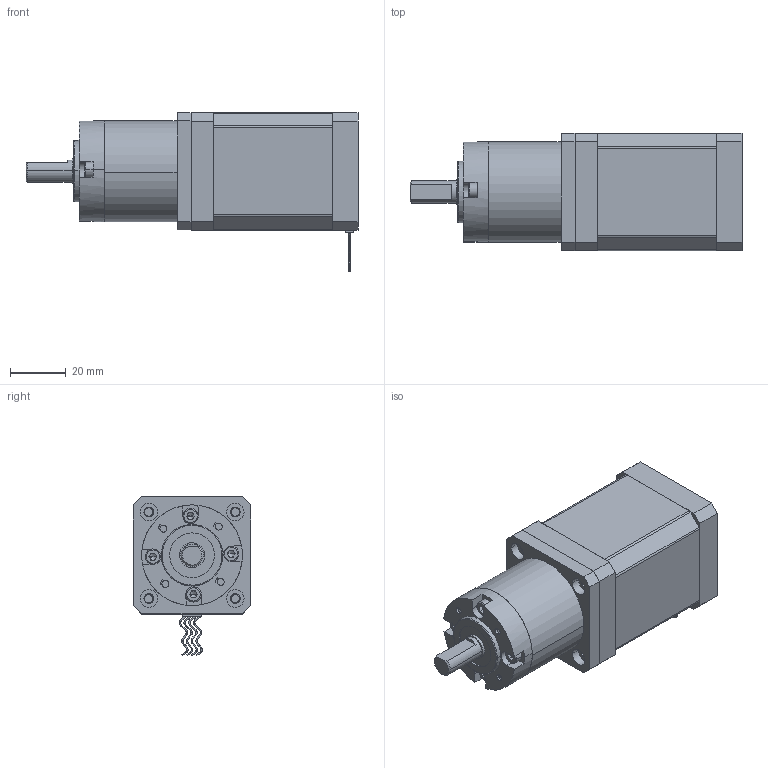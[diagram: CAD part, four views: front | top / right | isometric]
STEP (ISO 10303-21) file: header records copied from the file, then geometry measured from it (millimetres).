
FILE_DESCRIPTION (( 'STEP AP214' ), '1' );
FILE_NAME ('42HS6015A4—XGJ三级速比.STEP', '2023-11-13T10:22:04', ( '' ), ( '' ), 'SwSTEP 2.0', 'SolidWorks 2021', '' );
FILE_SCHEMA (( 'AUTOMOTIVE_DESIGN' ));
Length unit declared in the file: millimetre
Products named in the file (9): 42HS6015A4.step; 42HS6015A4—XGJ三级速比; 42XGJ三级; 42XGJ-5.18奻裔; hexagon socket head cap screws gb_GB_FASTENER_SCREWS_HSHCS M3X25-N; hexagon socket head cap screws gb_GB_FASTENER_SCREWS_HSHCS M3X10-N; hexagon socket head cap screws gb_GB_FASTENER_SCREWS_HSHCS M3X5-N; 42XGJ三级机身; 42XGJ-5.18菁釱
Assembly tree (9 placements, depth 3):
  42HS6015A4—XGJ三级速比
    42HS6015A4.step
    42XGJ三级
      42XGJ-5.18菁釱
      42XGJ三级机身
      42XGJ-5.18奻裔
      hexagon socket head cap screws gb_GB_FASTENER_SCREWS_HSHCS M3X5-N  x2
      hexagon socket head cap screws gb_GB_FASTENER_SCREWS_HSHCS M3X25-N
      hexagon socket head cap screws gb_GB_FASTENER_SCREWS_HSHCS M3X10-N
Bounding box: 118.7 x 42.05 x 56.84 mm (x, y, z)
Volume: 147177.2 mm3; surface area: 36782.3 mm2
Topology: 12 solids, 12 shells, 531 faces, 1327 edges, 850 vertices
Faces by surface type: plane 234, cylinder 219, bspline 32, cone 26, torus 20
Entity records: 28039 total; most frequent: CARTESIAN_POINT 15895, ORIENTED_EDGE 2530, DIRECTION 2233, EDGE_CURVE 1265, VERTEX_POINT 817, AXIS2_PLACEMENT_3D 813, LINE 607, VECTOR 607
